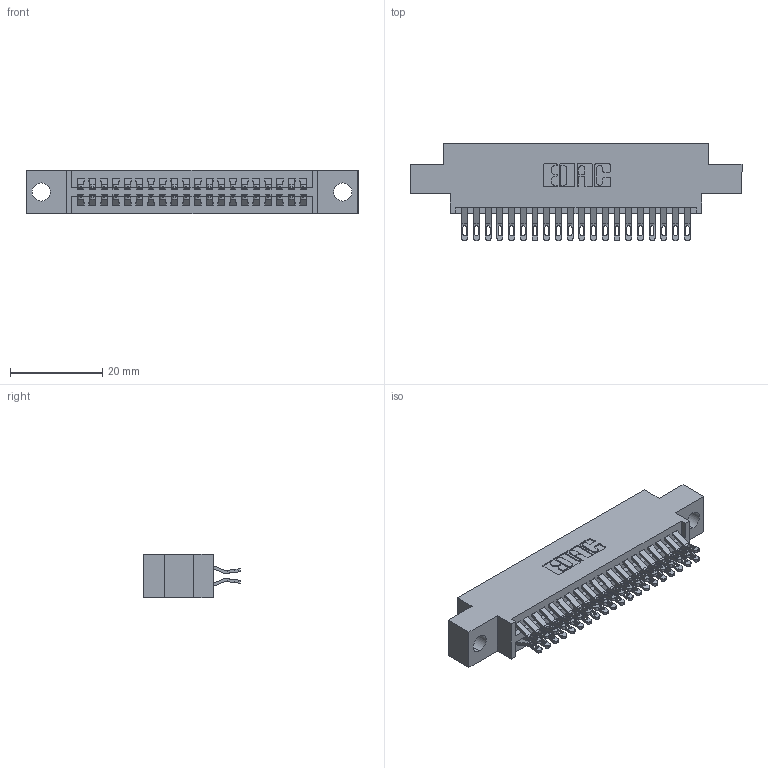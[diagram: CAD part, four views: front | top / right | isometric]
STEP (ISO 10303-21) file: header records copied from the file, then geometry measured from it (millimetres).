
FILE_DESCRIPTION (( 'STEP AP203' ), '1' );
FILE_NAME ('395-040-555-804.STEP', '2021-06-16T21:59:31', ( '' ), ( '' ), 'SwSTEP 2.0', 'SolidWorks 2020', '' );
FILE_SCHEMA (( 'CONFIG_CONTROL_DESIGN' ));
Length unit declared in the file: inch
Products named in the file (3): 345 Part_0.170 Offset - 0.156 Dia-TI; 345-292-001_555 Tail; 395-040-555-804
Assembly tree (41 placements, depth 2):
  395-040-555-804
    345 Part_0.170 Offset - 0.156 Dia-TI
    345-292-001_555 Tail  x40
Bounding box: 72.01 x 21.13 x 9.4 mm (x, y, z)
Volume: 6687.5 mm3; surface area: 9857.8 mm2
Topology: 41 solids, 41 shells, 2384 faces, 7469 edges, 4978 vertices
Faces by surface type: plane 1338, cylinder 1046
Entity records: 19531 total; most frequent: CARTESIAN_POINT 3336, ORIENTED_EDGE 3238, DIRECTION 2935, EDGE_CURVE 1619, VECTOR 1387, LINE 1387, VERTEX_POINT 1078, AXIS2_PLACEMENT_3D 774
